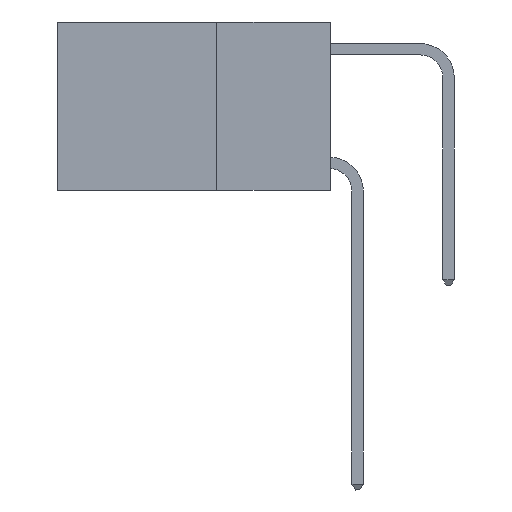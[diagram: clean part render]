
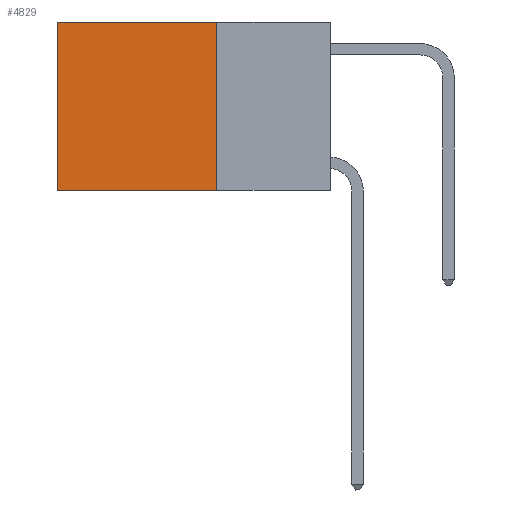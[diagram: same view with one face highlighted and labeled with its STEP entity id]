
A CAD part, left-side view. The second image highlights one B-rep face of the part: STEP entity #4829.
In plain terms, the highlighted planar face has unit normal (-1, 0, 0).
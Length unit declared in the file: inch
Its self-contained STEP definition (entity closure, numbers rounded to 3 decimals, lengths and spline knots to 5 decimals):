
#187 = VECTOR ( 'NONE', #6952, 39.37008 ) ;
#817 = DIRECTION ( 'NONE',  ( 0., 0., -1. ) ) ;
#2368 = CARTESIAN_POINT ( 'NONE',  ( 0.2625, 0.25, 0. ) ) ;
#2390 = VERTEX_POINT ( 'NONE', #12835 ) ;
#2666 = VERTEX_POINT ( 'NONE', #14072 ) ;
#2796 = EDGE_CURVE ( 'NONE', #2390, #19224, #2948, .T. ) ;
#2815 = LINE ( 'NONE', #13954, #19075 ) ;
#2948 = LINE ( 'NONE', #9496, #7708 ) ;
#2965 = ORIENTED_EDGE ( 'NONE', *, *, #2796, .F. ) ;
#3052 = DIRECTION ( 'NONE',  ( 0., 1., 0. ) ) ;
#3370 = CARTESIAN_POINT ( 'NONE',  ( 0.2625, 0.6, -0.37 ) ) ;
#3885 = CARTESIAN_POINT ( 'NONE',  ( 0.2625, 0.6, 0. ) ) ;
#4779 = EDGE_CURVE ( 'NONE', #6668, #2390, #7339, .T. ) ;
#4806 = AXIS2_PLACEMENT_3D ( 'NONE', #20617, #20231, #817 ) ;
#4829 = ADVANCED_FACE ( 'NONE', ( #7931 ), #17466, .F. ) ;
#5518 = EDGE_CURVE ( 'NONE', #2666, #19224, #8860, .T. ) ;
#6255 = DIRECTION ( 'NONE',  ( 0., 0., -1. ) ) ;
#6668 = VERTEX_POINT ( 'NONE', #10385 ) ;
#6952 = DIRECTION ( 'NONE',  ( 0., 0., -1. ) ) ;
#7339 = LINE ( 'NONE', #2368, #16314 ) ;
#7569 = EDGE_CURVE ( 'NONE', #6668, #2666, #2815, .T. ) ;
#7708 = VECTOR ( 'NONE', #3052, 39.37008 ) ;
#7931 = FACE_OUTER_BOUND ( 'NONE', #15626, .T. ) ;
#8860 = LINE ( 'NONE', #3885, #187 ) ;
#9496 = CARTESIAN_POINT ( 'NONE',  ( 0.2625, 0.25, -0.37 ) ) ;
#10385 = CARTESIAN_POINT ( 'NONE',  ( 0.2625, 0.25, 0. ) ) ;
#12802 = ORIENTED_EDGE ( 'NONE', *, *, #7569, .T. ) ;
#12835 = CARTESIAN_POINT ( 'NONE',  ( 0.2625, 0.25, -0.37 ) ) ;
#13954 = CARTESIAN_POINT ( 'NONE',  ( 0.2625, 0.25, 0. ) ) ;
#14072 = CARTESIAN_POINT ( 'NONE',  ( 0.2625, 0.6, 0. ) ) ;
#15626 = EDGE_LOOP ( 'NONE', ( #18660, #2965, #17041, #12802 ) ) ;
#16314 = VECTOR ( 'NONE', #6255, 39.37008 ) ;
#17041 = ORIENTED_EDGE ( 'NONE', *, *, #4779, .F. ) ;
#17466 = PLANE ( 'NONE',  #4806 ) ;
#18660 = ORIENTED_EDGE ( 'NONE', *, *, #5518, .T. ) ;
#19075 = VECTOR ( 'NONE', #20556, 39.37008 ) ;
#19224 = VERTEX_POINT ( 'NONE', #3370 ) ;
#20231 = DIRECTION ( 'NONE',  ( 1., 0., 0. ) ) ;
#20556 = DIRECTION ( 'NONE',  ( 0., 1., 0. ) ) ;
#20617 = CARTESIAN_POINT ( 'NONE',  ( 0.2625, 0.25, 0. ) ) ;
